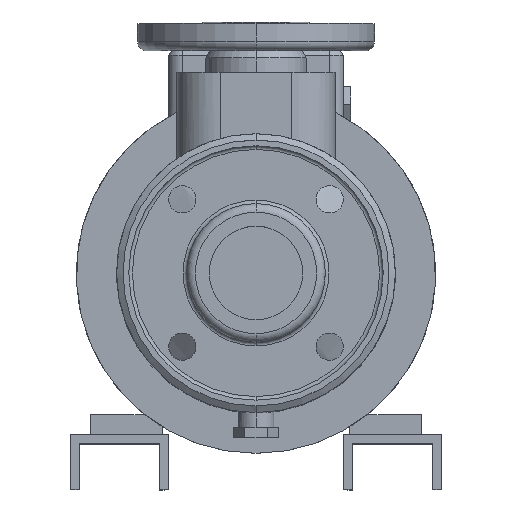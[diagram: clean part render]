
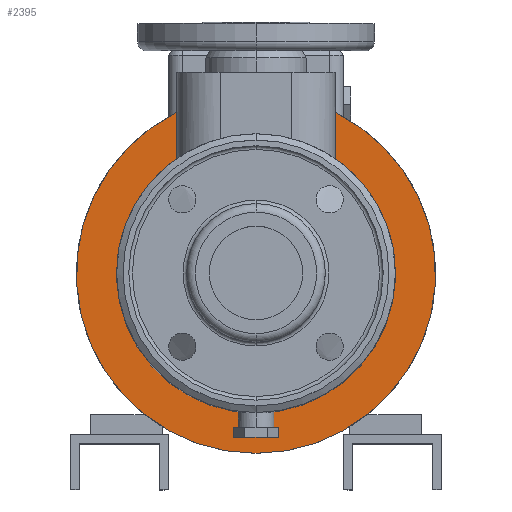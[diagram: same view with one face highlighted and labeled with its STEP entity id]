
A CAD part, top view. The second image highlights one B-rep face of the part: STEP entity #2395.
In plain terms, the highlighted planar face has unit normal (0, 0, 1).
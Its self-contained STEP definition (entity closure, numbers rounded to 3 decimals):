
#333 = PLANE ( 'NONE',  #5652 ) ;
#513 = DIRECTION ( 'NONE',  ( 0., -1., 0. ) ) ;
#518 = CIRCLE ( 'NONE', #4961, 97. ) ;
#1180 = ORIENTED_EDGE ( 'NONE', *, *, #12259, .T. ) ;
#1263 = DIRECTION ( 'NONE',  ( 0., -1., 0. ) ) ;
#1330 = DIRECTION ( 'NONE',  ( 0., 1., 0. ) ) ;
#1398 = CARTESIAN_POINT ( 'NONE',  ( 0., 0., -43. ) ) ;
#1756 = EDGE_CURVE ( 'NONE', #3600, #4621, #518, .T. ) ;
#2395 = ADVANCED_FACE ( 'NONE', ( #3535 ), #333, .F. ) ;
#2555 = ORIENTED_EDGE ( 'NONE', *, *, #10524, .F. ) ;
#2578 = CARTESIAN_POINT ( 'NONE',  ( 0., -97., -43. ) ) ;
#2671 = DIRECTION ( 'NONE',  ( 0., 0., 1. ) ) ;
#2872 = CARTESIAN_POINT ( 'NONE',  ( -55., 79.9, -43. ) ) ;
#3310 = CARTESIAN_POINT ( 'NONE',  ( 0., 0., -43. ) ) ;
#3489 = DIRECTION ( 'NONE',  ( 0., 0., 1. ) ) ;
#3535 = FACE_OUTER_BOUND ( 'NONE', #12768, .T. ) ;
#3573 = EDGE_CURVE ( 'NONE', #9997, #3600, #7652, .T. ) ;
#3600 = VERTEX_POINT ( 'NONE', #2578 ) ;
#4034 = ORIENTED_EDGE ( 'NONE', *, *, #7684, .T. ) ;
#4171 = CIRCLE ( 'NONE', #7524, 125. ) ;
#4443 = ORIENTED_EDGE ( 'NONE', *, *, #1756, .F. ) ;
#4481 = DIRECTION ( 'NONE',  ( 0., 0., 1. ) ) ;
#4505 = DIRECTION ( 'NONE',  ( 0., 0., -1. ) ) ;
#4521 = LINE ( 'NONE', #11907, #4768 ) ;
#4621 = VERTEX_POINT ( 'NONE', #9472 ) ;
#4768 = VECTOR ( 'NONE', #1330, 1000. ) ;
#4880 = CARTESIAN_POINT ( 'NONE',  ( 0., 0., -43. ) ) ;
#4934 = VERTEX_POINT ( 'NONE', #11137 ) ;
#4961 = AXIS2_PLACEMENT_3D ( 'NONE', #4880, #13367, #8152 ) ;
#5652 = AXIS2_PLACEMENT_3D ( 'NONE', #10909, #4505, #11050 ) ;
#5770 = VECTOR ( 'NONE', #6565, 1000. ) ;
#6508 = VERTEX_POINT ( 'NONE', #8012 ) ;
#6565 = DIRECTION ( 'NONE',  ( 0., 1., 0. ) ) ;
#7473 = CARTESIAN_POINT ( 'NONE',  ( 55., -125.002, -43. ) ) ;
#7524 = AXIS2_PLACEMENT_3D ( 'NONE', #3310, #4481, #8801 ) ;
#7652 = CIRCLE ( 'NONE', #10514, 97. ) ;
#7684 = EDGE_CURVE ( 'NONE', #7829, #6508, #4171, .T. ) ;
#7829 = VERTEX_POINT ( 'NONE', #13383 ) ;
#8012 = CARTESIAN_POINT ( 'NONE',  ( 55., 112.25, -43. ) ) ;
#8152 = DIRECTION ( 'NONE',  ( 0., -1., 0. ) ) ;
#8651 = LINE ( 'NONE', #7473, #5770 ) ;
#8801 = DIRECTION ( 'NONE',  ( 0., -1., 0. ) ) ;
#9024 = EDGE_CURVE ( 'NONE', #4934, #7829, #10836, .T. ) ;
#9472 = CARTESIAN_POINT ( 'NONE',  ( 55., 79.9, -43. ) ) ;
#9997 = VERTEX_POINT ( 'NONE', #2872 ) ;
#10514 = AXIS2_PLACEMENT_3D ( 'NONE', #1398, #3489, #1263 ) ;
#10524 = EDGE_CURVE ( 'NONE', #4621, #6508, #8651, .T. ) ;
#10836 = CIRCLE ( 'NONE', #12384, 125. ) ;
#10909 = CARTESIAN_POINT ( 'NONE',  ( 0., 97., -43. ) ) ;
#11050 = DIRECTION ( 'NONE',  ( 0., 1., 0. ) ) ;
#11137 = CARTESIAN_POINT ( 'NONE',  ( -55., 112.25, -43. ) ) ;
#11366 = CARTESIAN_POINT ( 'NONE',  ( 0., 0., -43. ) ) ;
#11907 = CARTESIAN_POINT ( 'NONE',  ( -55., -125.002, -43. ) ) ;
#11943 = ORIENTED_EDGE ( 'NONE', *, *, #9024, .T. ) ;
#12259 = EDGE_CURVE ( 'NONE', #9997, #4934, #4521, .T. ) ;
#12384 = AXIS2_PLACEMENT_3D ( 'NONE', #11366, #2671, #513 ) ;
#12453 = ORIENTED_EDGE ( 'NONE', *, *, #3573, .F. ) ;
#12768 = EDGE_LOOP ( 'NONE', ( #2555, #4443, #12453, #1180, #11943, #4034 ) ) ;
#13367 = DIRECTION ( 'NONE',  ( 0., 0., 1. ) ) ;
#13383 = CARTESIAN_POINT ( 'NONE',  ( 0., -125., -43. ) ) ;
